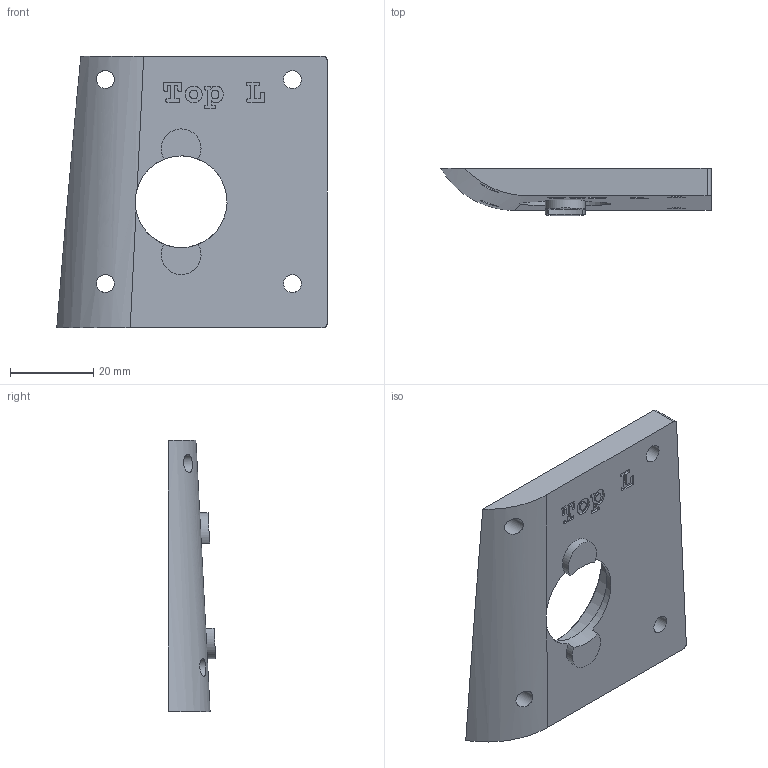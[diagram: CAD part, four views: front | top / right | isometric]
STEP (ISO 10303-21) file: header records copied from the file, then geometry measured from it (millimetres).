
FILE_DESCRIPTION(/* description */ ('STEP AP242','CAx-IF Rec.Pracs.---Representation and Presentation of Product Manufacturing Information (PMI)---4.0---2014-10-13','CAx-IF Rec.Pracs.---3D Tessellated Geometry---0.4---2014-09-14','2;1'),/* implementation_level */ '2;1');
FILE_NAME(/* name */ '68a1df27d0c63e4ebde8f027',/* time_stamp */ '2025-08-17T13:54:48Z',/* author */ (''),/* organization */ (''),/* preprocessor_version */ 'ST-DEVELOPER v20',/* originating_system */ 'ONSHAPE BY PTC INC, 1.202',/* authorisation */ ' ');
FILE_SCHEMA (('AP242_MANAGED_MODEL_BASED_3D_ENGINEERING_MIM_LF { 1 0 10303 442 1 1 4 }'));
Length unit declared in the file: metre
Products named in the file (1): Bearing insert L
Bounding box: 64.8 x 11.35 x 65 mm (x, y, z)
Volume: 24463.9 mm3; surface area: 10202.9 mm2
Topology: 1 solids, 1 shells, 171 faces, 488 edges, 325 vertices
Faces by surface type: cylinder 70, bspline 56, plane 44, cone 1
Full cylindrical faces by diameter (mm): 4.3 x4, 22 x1, 32.1 x1
Entity records: 5840 total; most frequent: CARTESIAN_POINT 1618, ORIENTED_EDGE 960, DIRECTION 741, EDGE_CURVE 480, VERTEX_POINT 324, AXIS2_PLACEMENT_3D 260, LINE 221, VECTOR 221
